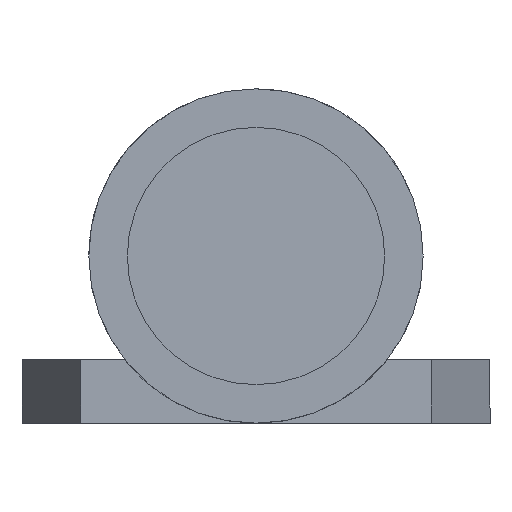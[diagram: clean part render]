
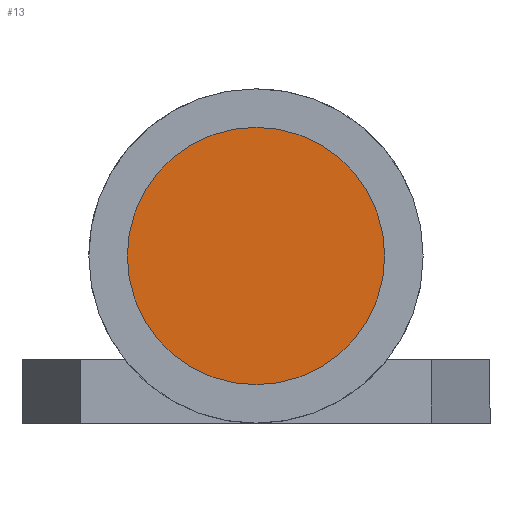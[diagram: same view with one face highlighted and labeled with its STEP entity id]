
A CAD part, left-side view. The second image highlights one B-rep face of the part: STEP entity #13.
In plain terms, the highlighted planar face has unit normal (-1, 0, 0).
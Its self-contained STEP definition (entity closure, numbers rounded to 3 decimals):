
#13 = ADVANCED_FACE ( 'NONE', ( #595 ), #128, .T. ) ;
#30 = CIRCLE ( 'NONE', #403, 7.7 ) ;
#75 = VERTEX_POINT ( 'NONE', #186 ) ;
#78 = VERTEX_POINT ( 'NONE', #192 ) ;
#126 = CARTESIAN_POINT ( 'NONE',  ( -9., 0., 10. ) ) ;
#128 = PLANE ( 'NONE',  #381 ) ;
#131 = DIRECTION ( 'NONE',  ( -1., 0., 0. ) ) ;
#132 = DIRECTION ( 'NONE',  ( 0., 0., 1. ) ) ;
#186 = CARTESIAN_POINT ( 'NONE',  ( -9., 0., 2.3 ) ) ;
#192 = CARTESIAN_POINT ( 'NONE',  ( -9., 0., 17.7 ) ) ;
#236 = CARTESIAN_POINT ( 'NONE',  ( -9., 0., 10. ) ) ;
#237 = DIRECTION ( 'NONE',  ( -1., 0., 0. ) ) ;
#238 = DIRECTION ( 'NONE',  ( 0., 0., 1. ) ) ;
#327 = AXIS2_PLACEMENT_3D ( 'NONE', #236, #237, #238 ) ;
#334 = EDGE_CURVE ( 'NONE', #75, #78, #676, .T. ) ;
#373 = EDGE_CURVE ( 'NONE', #78, #75, #30, .T. ) ;
#381 = AXIS2_PLACEMENT_3D ( 'NONE', #126, #131, #132 ) ;
#403 = AXIS2_PLACEMENT_3D ( 'NONE', #455, #469, #470 ) ;
#455 = CARTESIAN_POINT ( 'NONE',  ( -9., 0., 10. ) ) ;
#469 = DIRECTION ( 'NONE',  ( -1., 0., 0. ) ) ;
#470 = DIRECTION ( 'NONE',  ( 0., 0., 1. ) ) ;
#506 = ORIENTED_EDGE ( 'NONE', *, *, #373, .T. ) ;
#513 = EDGE_LOOP ( 'NONE', ( #506, #584 ) ) ;
#584 = ORIENTED_EDGE ( 'NONE', *, *, #334, .T. ) ;
#595 = FACE_OUTER_BOUND ( 'NONE', #513, .T. ) ;
#676 = CIRCLE ( 'NONE', #327, 7.7 ) ;
